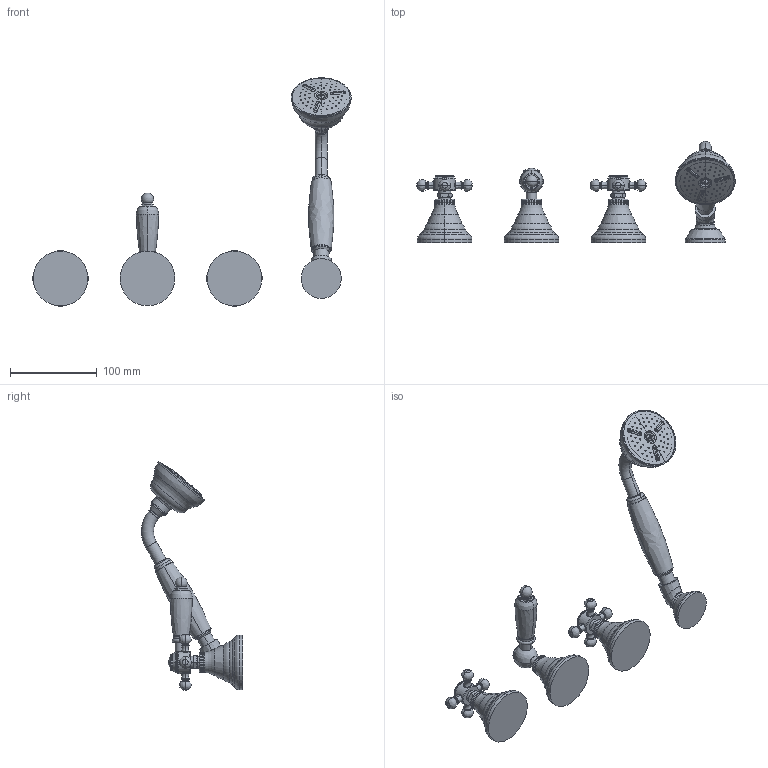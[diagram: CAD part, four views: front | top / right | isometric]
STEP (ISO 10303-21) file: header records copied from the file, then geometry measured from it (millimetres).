
FILE_DESCRIPTION((''),'2;1');
FILE_NAME('FBLV041CR','2021-11-11T08:56:37',('ut3'),('PAFFONI SpA'),'CREO PARAMETRIC BY PTC INC, 2020044','CREO PARAMETRIC BY PTC INC, 2020044','');
FILE_SCHEMA(('CONFIG_CONTROL_DESIGN','SHAPE_APPEARANCE_LAYERS_GROUPS'));
Products named in the file (1): FBLV041CR
Bounding box: 366.54 x 116.4 x 262.94 mm (x, y, z)
Volume: 472791.6 mm3; surface area: 86932.2 mm2
Topology: 4 solids, 4 shells, 1240 faces, 3150 edges, 1981 vertices
Faces by surface type: plane 470, cylinder 396, torus 170, bspline 86, sphere 79, cone 39
Entity records: 57837 total; most frequent: CARTESIAN_POINT 19433, ORIENTED_EDGE 6252, DIRECTION 5775, EDGE_CURVE 3126, AXIS2_PLACEMENT_3D 2263, VERTEX_POINT 1981, FILL_AREA_STYLE_COLOUR 1417, FILL_AREA_STYLE 1417
